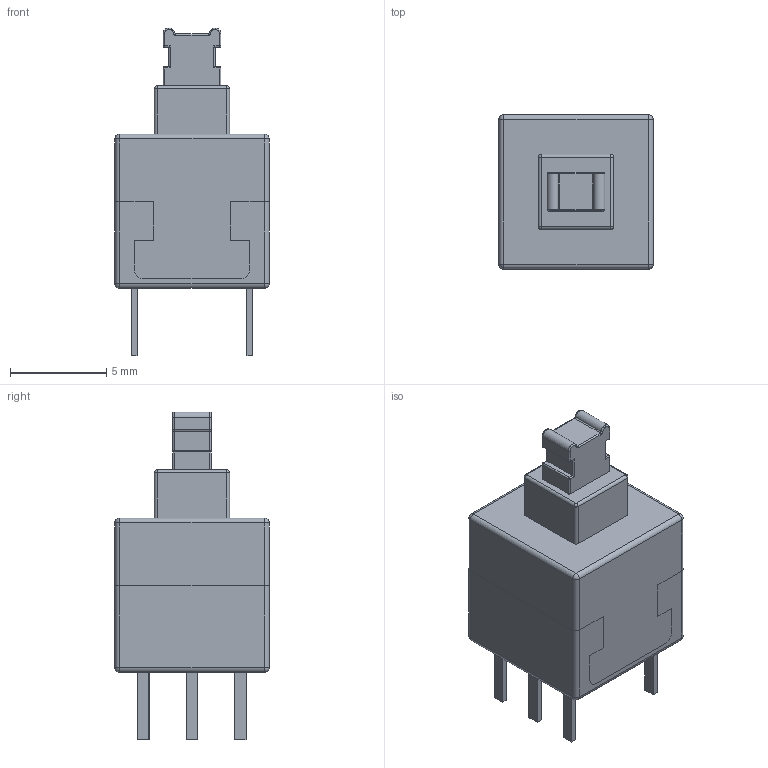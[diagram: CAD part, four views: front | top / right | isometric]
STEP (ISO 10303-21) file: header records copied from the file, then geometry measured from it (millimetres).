
FILE_DESCRIPTION (( 'STEP AP214' ), '1' );
FILE_NAME ('dpdt pusch button switch.STEP', '2015-03-12T23:58:55', ( '' ), ( '' ), 'SwSTEP 2.0', 'SolidWorks 2014', '' );
FILE_SCHEMA (( 'AUTOMOTIVE_DESIGN' ));
Length unit declared in the file: millimetre
Products named in the file (3): dpdt pusch button switch; dpdt pusch button switch part2
Assembly tree (2 placements, depth 2):
  dpdt pusch button switch
    dpdt pusch button switch
    dpdt pusch button switch part2
Bounding box: 8 x 8 x 17 mm (x, y, z)
Volume: 567.9 mm3; surface area: 792.8 mm2
Topology: 8 solids, 8 shells, 170 faces, 396 edges, 224 vertices
Faces by surface type: plane 82, cylinder 58, sphere 20, torus 10
Entity records: 6137 total; most frequent: DIRECTION 836, CARTESIAN_POINT 799, ORIENTED_EDGE 752, EDGE_CURVE 376, AXIS2_PLACEMENT_3D 293, VECTOR 250, LINE 250, VERTEX_POINT 224
